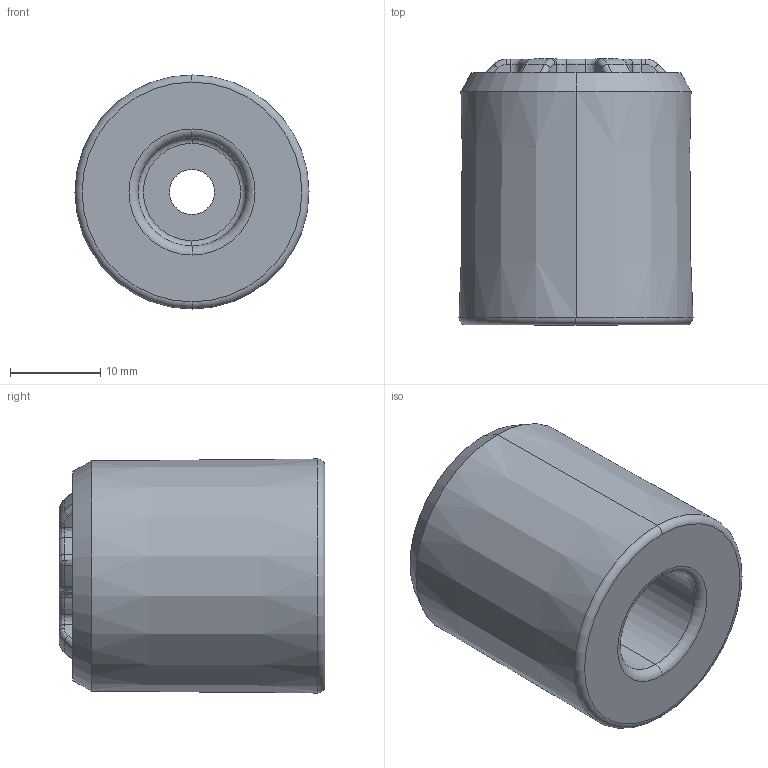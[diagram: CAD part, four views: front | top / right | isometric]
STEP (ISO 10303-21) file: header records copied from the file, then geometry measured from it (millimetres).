
FILE_DESCRIPTION((''),'2;1');
FILE_NAME('CFT-B01-019','2018-08-21T',('Administrator'),(''),'PRO/ENGINEER BY PARAMETRIC TECHNOLOGY CORPORATION, 2005030','PRO/ENGINEER BY PARAMETRIC TECHNOLOGY CORPORATION, 2005030','');
FILE_SCHEMA(('CONFIG_CONTROL_DESIGN'));
Length unit declared in the file: millimetre
Products named in the file (1): CFT-B01-019
Bounding box: 25.99 x 29.5 x 25.99 mm (x, y, z)
Volume: 10066.1 mm3; surface area: 7476.1 mm2
Topology: 1 solids, 1 shells, 160 faces, 368 edges, 214 vertices
Faces by surface type: bspline 48, cylinder 32, plane 24, torus 24, cone 20, sphere 12
Entity records: 6314 total; most frequent: CARTESIAN_POINT 2998, ORIENTED_EDGE 736, DIRECTION 632, EDGE_CURVE 368, AXIS2_PLACEMENT_3D 284, VERTEX_POINT 214, CIRCLE 172, EDGE_LOOP 166
